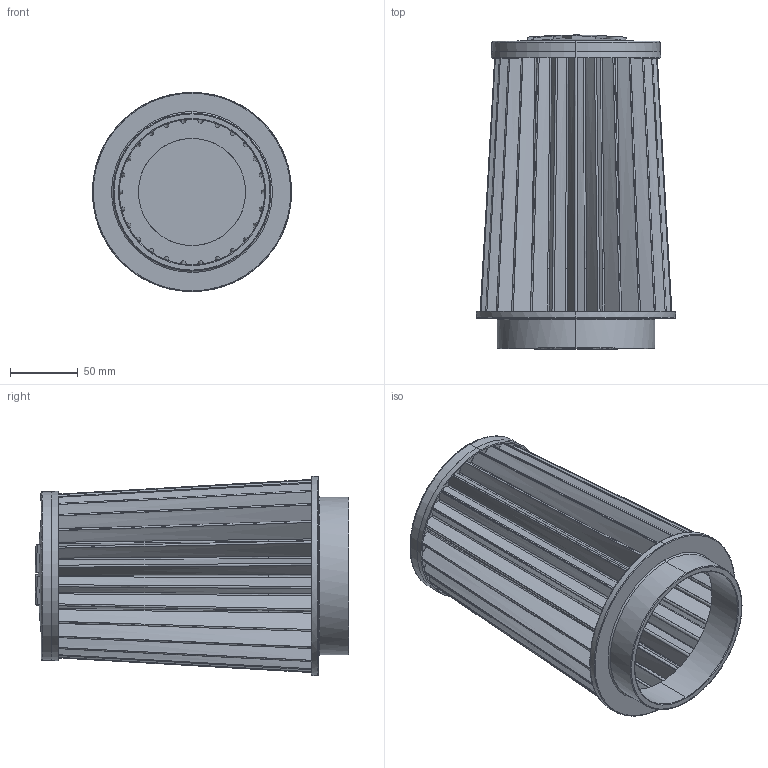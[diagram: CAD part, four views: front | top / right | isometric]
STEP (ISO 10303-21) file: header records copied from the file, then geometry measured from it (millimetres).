
FILE_DESCRIPTION(('FreeCAD Model'),'2;1');
FILE_NAME('Open CASCADE Shape Model','2025-05-04T18:45:51',('FreeCAD'),( 'FreeCAD'),'Open CASCADE STEP processor 7.6','FreeCAD','Unknown');
FILE_SCHEMA(('AUTOMOTIVE_DESIGN { 1 0 10303 214 1 1 1 1 }'));
Products named in the file (1): Open CASCADE STEP translator 7.6 1
Bounding box: 146.93 x 231.73 x 146.95 mm (x, y, z)
Volume: 228090.7 mm3; surface area: 346442.1 mm2
Topology: 14 solids, 14 shells, 848 faces, 1917 edges, 1095 vertices
Faces by surface type: bspline 848
Entity records: 50879 total; most frequent: CARTESIAN_POINT 38986, ORIENTED_EDGE 3830, EDGE_CURVE 1915, B_SPLINE_CURVE_WITH_KNOTS 1845, VERTEX_POINT 1095, FACE_BOUND 862, EDGE_LOOP 862, ADVANCED_FACE 848
